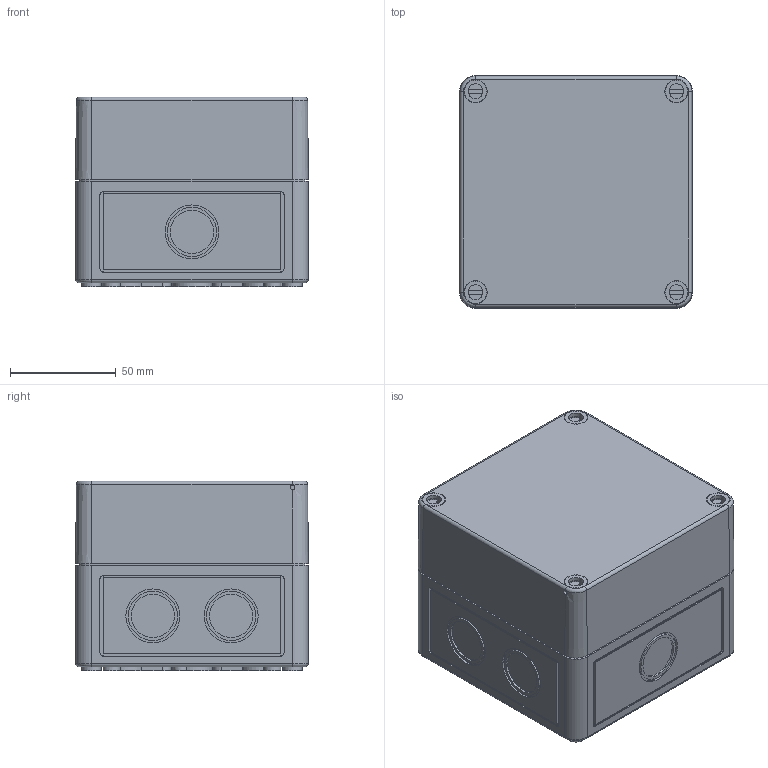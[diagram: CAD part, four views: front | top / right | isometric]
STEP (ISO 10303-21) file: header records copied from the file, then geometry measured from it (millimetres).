
FILE_DESCRIPTION( ( 'STEP AP214' ), ' ' );
FILE_NAME( '10650401.stp', '2016-02-19T17:18:20', ( '' ), ( '' ), ' ', 'PARTsolutions', ' ' );
FILE_SCHEMA( ( 'AUTOMOTIVE_DESIGN { 1 0 10303 214 1 1 1 1 }' ) );
Length unit declared in the file: millimetre
Products named in the file (4): 10650401; _Kasten_TK1111-m; _Deckel_TK1111-9-t; _Schraube_TK58mm-schwarz
Assembly tree (6 placements, depth 2):
  10650401
    _Kasten_TK1111-m
    _Deckel_TK1111-9-t
    _Schraube_TK58mm-schwarz  x4
Bounding box: 110 x 110 x 89.7 mm (x, y, z)
Volume: 210312.6 mm3; surface area: 153486.3 mm2
Topology: 6 solids, 6 shells, 812 faces, 1977 edges, 1295 vertices
Faces by surface type: plane 537, cylinder 211, cone 52, torus 12
Full cylindrical faces by diameter (mm): 2.2 x2, 2.4 x2, 3.4 x8, 5 x4, 5.8 x8, 7 x4, 8 x5, 8.376 x4, 9 x4, 10.5 x4, 12 x1, 14.11 x4, 20.5 x7, 23.2 x7, 25.5 x7
Entity records: 21612 total; most frequent: CARTESIAN_POINT 3012, DIRECTION 2996, ORIENTED_EDGE 2660, EDGE_CURVE 1330, AXIS2_PLACEMENT_3D 1103, VERTEX_POINT 919, LINE 790, VECTOR 790
